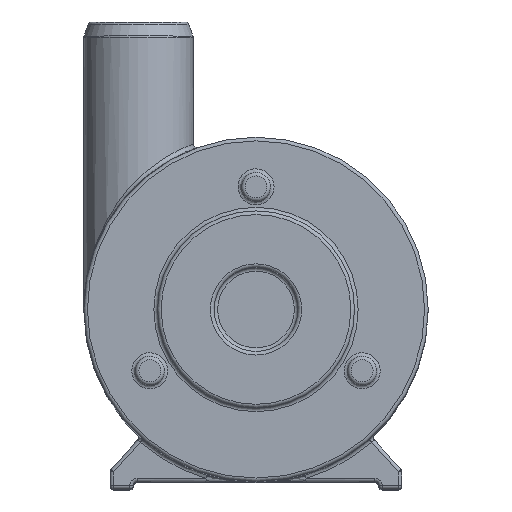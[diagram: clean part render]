
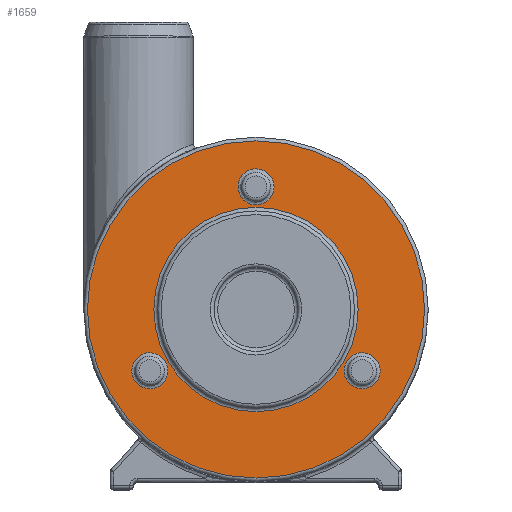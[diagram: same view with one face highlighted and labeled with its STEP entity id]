
A CAD part, top view. The second image highlights one B-rep face of the part: STEP entity #1659.
In plain terms, the highlighted planar face has unit normal (0, 0, 1).
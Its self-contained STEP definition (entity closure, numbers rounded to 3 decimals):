
#207=FACE_BOUND('',#530,.T.);
#208=FACE_BOUND('',#531,.T.);
#209=FACE_BOUND('',#532,.T.);
#210=FACE_BOUND('',#533,.T.);
#219=PLANE('',#1800);
#244=CIRCLE('',#1799,11.55);
#245=CIRCLE('',#1801,7.);
#410=FACE_OUTER_BOUND('',#529,.T.);
#529=EDGE_LOOP('',(#1138));
#530=EDGE_LOOP('',(#1139));
#531=EDGE_LOOP('',(#1140));
#532=EDGE_LOOP('',(#1141));
#533=EDGE_LOOP('',(#1142));
#661=B_SPLINE_CURVE_WITH_KNOTS('',3,(#3246,#3247,#3248,#3249,#3250,#3251,
#3252,#3253,#3254,#3255,#3256),.UNSPECIFIED.,.T.,.F.,(4,1,1,1,1,1,1,1,4),
(-1.156,-1.046,-0.991,-0.936,
-0.826,-0.716,-0.606,-0.495,
-0.385),.UNSPECIFIED.);
#662=B_SPLINE_CURVE_WITH_KNOTS('',3,(#3258,#3259,#3260,#3261,#3262,#3263,
#3264,#3265,#3266,#3267),.UNSPECIFIED.,.T.,.F.,(4,1,1,1,1,1,1,4),(-1.156,
-1.046,-0.936,-0.826,-0.716,
-0.606,-0.495,-0.385),.UNSPECIFIED.);
#663=B_SPLINE_CURVE_WITH_KNOTS('',3,(#3271,#3272,#3273,#3274,#3275,#3276,
#3277,#3278,#3279,#3280),.UNSPECIFIED.,.T.,.F.,(4,1,1,1,1,1,1,4),(-1.156,
-1.046,-0.936,-0.826,-0.716,
-0.606,-0.495,-0.385),.UNSPECIFIED.);
#720=VERTEX_POINT('',#3241);
#721=VERTEX_POINT('',#3245);
#722=VERTEX_POINT('',#3257);
#723=VERTEX_POINT('',#3268);
#724=VERTEX_POINT('',#3270);
#876=EDGE_CURVE('',#720,#720,#244,.T.);
#877=EDGE_CURVE('',#721,#721,#661,.T.);
#878=EDGE_CURVE('',#722,#722,#662,.T.);
#879=EDGE_CURVE('',#723,#723,#245,.T.);
#880=EDGE_CURVE('',#724,#724,#663,.T.);
#1138=ORIENTED_EDGE('',*,*,#876,.F.);
#1139=ORIENTED_EDGE('',*,*,#877,.F.);
#1140=ORIENTED_EDGE('',*,*,#878,.F.);
#1141=ORIENTED_EDGE('',*,*,#879,.F.);
#1142=ORIENTED_EDGE('',*,*,#880,.F.);
#1659=ADVANCED_FACE('',(#410,#207,#208,#209,#210),#219,.T.);
#1799=AXIS2_PLACEMENT_3D('',#3243,#2041,#2042);
#1800=AXIS2_PLACEMENT_3D('',#3244,#2043,#2044);
#1801=AXIS2_PLACEMENT_3D('',#3269,#2045,#2046);
#2041=DIRECTION('center_axis',(0.,0.,-1.));
#2042=DIRECTION('ref_axis',(-1.,0.,0.));
#2043=DIRECTION('center_axis',(0.,0.,1.));
#2044=DIRECTION('ref_axis',(1.,0.,0.));
#2045=DIRECTION('center_axis',(0.,0.,1.));
#2046=DIRECTION('ref_axis',(-1.,0.,0.));
#3241=CARTESIAN_POINT('',(11.55,0.,43.225));
#3243=CARTESIAN_POINT('Origin',(0.,0.,43.225));
#3244=CARTESIAN_POINT('Origin',(0.,0.,43.225));
#3245=CARTESIAN_POINT('',(1.234,8.399,43.225));
#3246=CARTESIAN_POINT('Ctrl Pts',(1.234,8.399,43.225));
#3247=CARTESIAN_POINT('Ctrl Pts',(1.234,8.767,43.225));
#3248=CARTESIAN_POINT('Ctrl Pts',(0.969,9.314,43.225));
#3249=CARTESIAN_POINT('Ctrl Pts',(0.284,9.641,43.225));
#3250=CARTESIAN_POINT('Ctrl Pts',(-0.473,9.645,43.225));
#3251=CARTESIAN_POINT('Ctrl Pts',(-1.275,9.011,43.225));
#3252=CARTESIAN_POINT('Ctrl Pts',(-1.272,7.793,43.225));
#3253=CARTESIAN_POINT('Ctrl Pts',(-0.318,7.021,43.225));
#3254=CARTESIAN_POINT('Ctrl Pts',(0.88,7.296,43.225));
#3255=CARTESIAN_POINT('Ctrl Pts',(1.234,8.031,43.225));
#3256=CARTESIAN_POINT('Ctrl Pts',(1.234,8.399,43.225));
#3257=CARTESIAN_POINT('',(-6.04,-4.201,43.225));
#3258=CARTESIAN_POINT('Ctrl Pts',(-6.04,-4.201,43.225));
#3259=CARTESIAN_POINT('Ctrl Pts',(-6.04,-3.833,43.225));
#3260=CARTESIAN_POINT('Ctrl Pts',(-6.391,-3.1,43.225));
#3261=CARTESIAN_POINT('Ctrl Pts',(-7.59,-2.82,43.225));
#3262=CARTESIAN_POINT('Ctrl Pts',(-8.547,-3.592,43.225));
#3263=CARTESIAN_POINT('Ctrl Pts',(-8.552,-4.812,43.225));
#3264=CARTESIAN_POINT('Ctrl Pts',(-7.594,-5.574,43.225));
#3265=CARTESIAN_POINT('Ctrl Pts',(-6.396,-5.307,43.225));
#3266=CARTESIAN_POINT('Ctrl Pts',(-6.041,-4.569,43.225));
#3267=CARTESIAN_POINT('Ctrl Pts',(-6.04,-4.201,43.225));
#3268=CARTESIAN_POINT('',(7.,0.,43.225));
#3269=CARTESIAN_POINT('Origin',(0.,0.,43.225));
#3270=CARTESIAN_POINT('',(8.509,-4.201,43.225));
#3271=CARTESIAN_POINT('Ctrl Pts',(8.509,-4.201,43.225));
#3272=CARTESIAN_POINT('Ctrl Pts',(8.509,-3.833,43.225));
#3273=CARTESIAN_POINT('Ctrl Pts',(8.156,-3.099,43.225));
#3274=CARTESIAN_POINT('Ctrl Pts',(6.961,-2.826,43.225));
#3275=CARTESIAN_POINT('Ctrl Pts',(6.,-3.591,43.225));
#3276=CARTESIAN_POINT('Ctrl Pts',(6.002,-4.807,43.225));
#3277=CARTESIAN_POINT('Ctrl Pts',(6.957,-5.579,43.225));
#3278=CARTESIAN_POINT('Ctrl Pts',(8.154,-5.304,43.225));
#3279=CARTESIAN_POINT('Ctrl Pts',(8.508,-4.569,43.225));
#3280=CARTESIAN_POINT('Ctrl Pts',(8.509,-4.201,43.225));
